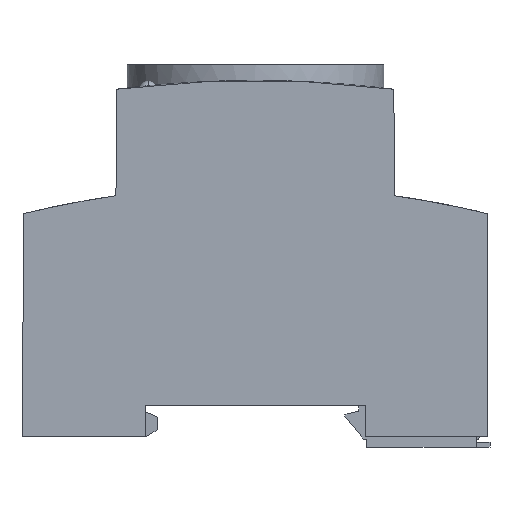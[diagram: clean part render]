
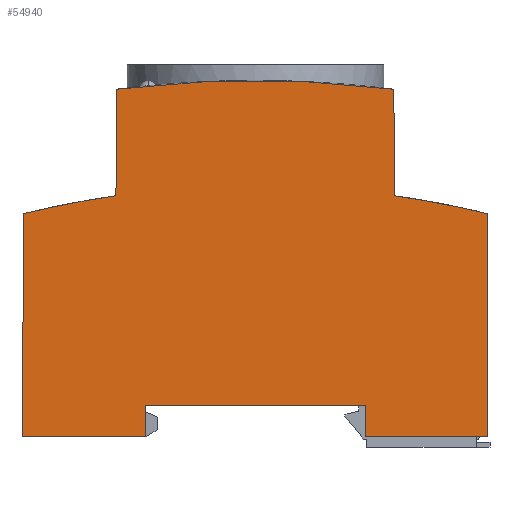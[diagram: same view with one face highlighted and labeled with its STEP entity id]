
A CAD part, left-side view. The second image highlights one B-rep face of the part: STEP entity #54940.
In plain terms, the highlighted face is planar.
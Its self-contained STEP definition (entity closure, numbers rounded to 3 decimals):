
#7160=CARTESIAN_POINT('',(106.975,16.056,
-20.25));
#7170=VERTEX_POINT('',#7160);
#7220=CARTESIAN_POINT('',(45.021,16.056,
-20.25));
#7230=DIRECTION('',(1.,0.,0.));
#7240=VECTOR('',#7230,1.);
#7250=LINE('',#7220,#7240);
#7260=CARTESIAN_POINT('',(87.091,16.056,
-20.25));
#7270=VERTEX_POINT('',#7260);
#7280=EDGE_CURVE('',#7270,#7170,#7250,.T.);
#16360=CARTESIAN_POINT('',(46.858,54.948,
-20.25));
#16370=VERTEX_POINT('',#16360);
#16400=CARTESIAN_POINT('',(46.861,55.264,
-20.25));
#16410=DIRECTION('',(-0.009,-1.,
0.));
#16420=VECTOR('',#16410,1.);
#16430=LINE('',#16400,#16420);
#16440=CARTESIAN_POINT('',(47.008,72.125,
-20.25));
#16450=VERTEX_POINT('',#16440);
#16460=EDGE_CURVE('',#16450,#16370,#16430,.T.);
#20790=CARTESIAN_POINT('',(91.825,54.948,
-20.25));
#20800=VERTEX_POINT('',#20790);
#20830=CARTESIAN_POINT('',(69.341,-101.444,
-20.25));
#20840=DIRECTION('',(0.,0.,-1.));
#20850=DIRECTION('',(-1.,0.,0.));
#20860=AXIS2_PLACEMENT_3D('',#20830,#20840,#20850);
#20870=CIRCLE('',#20860,158.);
#20880=CARTESIAN_POINT('',(106.661,52.086,
-20.25));
#20890=VERTEX_POINT('',#20880);
#20900=EDGE_CURVE('',#20800,#20890,#20870,.T.);
#26390=CARTESIAN_POINT('',(45.021,21.056,
-20.25));
#26400=DIRECTION('',(1.,0.,0.));
#26410=VECTOR('',#26400,1.);
#26420=LINE('',#26390,#26410);
#26430=CARTESIAN_POINT('',(51.591,21.056,
-20.25));
#26440=VERTEX_POINT('',#26430);
#26450=CARTESIAN_POINT('',(87.091,21.056,
-20.25));
#26460=VERTEX_POINT('',#26450);
#26470=EDGE_CURVE('',#26440,#26460,#26420,.T.);
#28800=CARTESIAN_POINT('',(87.091,55.264,
-20.25));
#28810=DIRECTION('',(0.,-1.,0.));
#28820=VECTOR('',#28810,1.);
#28830=LINE('',#28800,#28820);
#28840=EDGE_CURVE('',#26460,#7270,#28830,.T.);
#38590=CARTESIAN_POINT('',(31.841,52.042,-20.25));
#38600=VERTEX_POINT('',#38590);
#38630=CARTESIAN_POINT('',(69.341,-101.444,
-20.25));
#38640=DIRECTION('',(0.,0.,-1.));
#38650=DIRECTION('',(-1.,0.,0.));
#38660=AXIS2_PLACEMENT_3D('',#38630,#38640,#38650);
#38670=CIRCLE('',#38660,158.);
#38680=EDGE_CURVE('',#38600,#16370,#38670,.T.);
#54380=CARTESIAN_POINT('',(69.341,23.506,
-20.25));
#54390=DIRECTION('',(0.,0.,-1.));
#54400=DIRECTION('',(-1.,0.,0.));
#54410=AXIS2_PLACEMENT_3D('',#54380,#54390,#54400);
#54420=PLANE('',#54410);
#54430=CARTESIAN_POINT('',(69.341,-101.444,
-20.25));
#54440=DIRECTION('',(0.,0.,-1.));
#54450=DIRECTION('',(-1.,0.,0.));
#54460=AXIS2_PLACEMENT_3D('',#54430,#54440,#54450);
#54470=CIRCLE('',#54460,175.);
#54480=CARTESIAN_POINT('',(91.675,72.125,
-20.25));
#54490=VERTEX_POINT('',#54480);
#54500=EDGE_CURVE('',#16450,#54490,#54470,.T.);
#54510=ORIENTED_EDGE('',*,*,#54500,.T.);
#54520=ORIENTED_EDGE('',*,*,#16460,.F.);
#54530=ORIENTED_EDGE('',*,*,#38680,.T.);
#54540=CARTESIAN_POINT('',(31.841,55.264,-20.25));
#54550=DIRECTION('',(0.,1.,0.));
#54560=VECTOR('',#54550,1.);
#54570=LINE('',#54540,#54560);
#54580=CARTESIAN_POINT('',(31.841,16.056,
-20.25));
#54590=VERTEX_POINT('',#54580);
#54600=EDGE_CURVE('',#54590,#38600,#54570,.T.);
#54610=ORIENTED_EDGE('',*,*,#54600,.T.);
#54620=CARTESIAN_POINT('',(45.021,16.056,
-20.25));
#54630=DIRECTION('',(1.,0.,0.));
#54640=VECTOR('',#54630,1.);
#54650=LINE('',#54620,#54640);
#54660=CARTESIAN_POINT('',(51.591,16.056,
-20.25));
#54670=VERTEX_POINT('',#54660);
#54680=EDGE_CURVE('',#54590,#54670,#54650,.T.);
#54690=ORIENTED_EDGE('',*,*,#54680,.F.);
#54700=CARTESIAN_POINT('',(51.591,55.264,
-20.25));
#54710=DIRECTION('',(0.,-1.,0.));
#54720=VECTOR('',#54710,1.);
#54730=LINE('',#54700,#54720);
#54740=EDGE_CURVE('',#26440,#54670,#54730,.T.);
#54750=ORIENTED_EDGE('',*,*,#54740,.T.);
#54760=ORIENTED_EDGE('',*,*,#26470,.F.);
#54770=ORIENTED_EDGE('',*,*,#28840,.F.);
#54780=ORIENTED_EDGE('',*,*,#7280,.F.);
#54790=CARTESIAN_POINT('',(106.633,55.264,
-20.25));
#54800=DIRECTION('',(0.009,-1.,
0.));
#54810=VECTOR('',#54800,1.);
#54820=LINE('',#54790,#54810);
#54830=EDGE_CURVE('',#20890,#7170,#54820,.T.);
#54840=ORIENTED_EDGE('',*,*,#54830,.T.);
#54850=ORIENTED_EDGE('',*,*,#20900,.T.);
#54860=CARTESIAN_POINT('',(91.822,55.264,
-20.25));
#54870=DIRECTION('',(-0.009,1.,
0.));
#54880=VECTOR('',#54870,1.);
#54890=LINE('',#54860,#54880);
#54900=EDGE_CURVE('',#20800,#54490,#54890,.T.);
#54910=ORIENTED_EDGE('',*,*,#54900,.F.);
#54920=EDGE_LOOP('',(#54910,#54850,#54840,#54780,#54770,#54760,#54750,
#54690,#54610,#54530,#54520,#54510));
#54930=FACE_OUTER_BOUND('',#54920,.T.);
#54940=ADVANCED_FACE('',(#54930),#54420,.T.);
